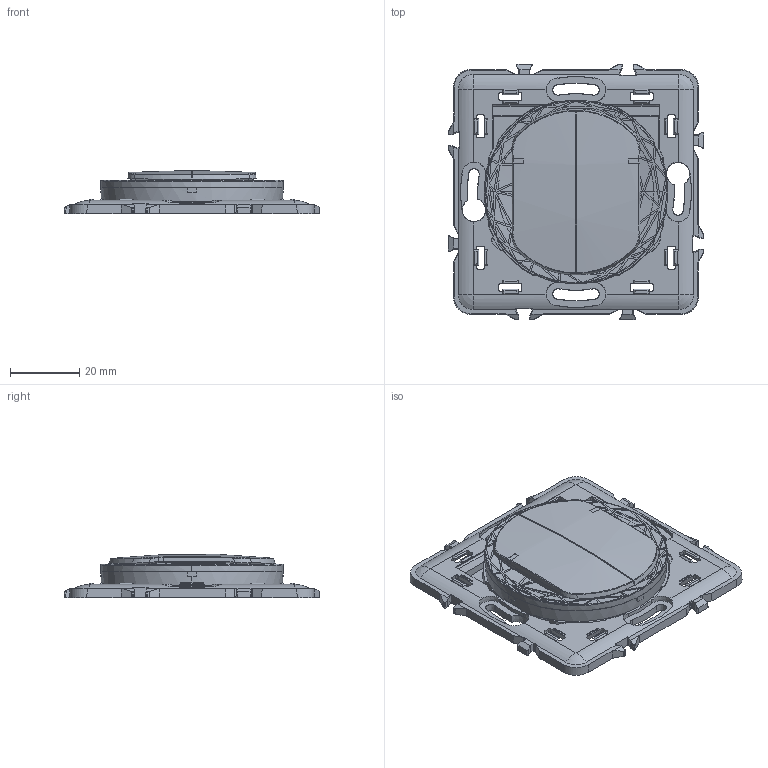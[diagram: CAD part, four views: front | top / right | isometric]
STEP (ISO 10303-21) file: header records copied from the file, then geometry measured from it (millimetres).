
FILE_DESCRIPTION(('CATIA V5 STEP Exchange','CAx-IF Rec.Pracs.--- Model Styling and Organization---1.5--- 2016-08-15','CAx-IF Rec.Pracs.---Supplemental Geometry---1.0---2011-11-01','CAx-IF Rec.Pracs.--- Composite Materials ---1.1---2010-07-15'),'2;1');
FILE_NAME('CB0414_AllCATPart.stp','2024-03-20T10:50:08+00:00',('none'),('none'),'CATIA Version 5-6 Release 2020 SP3','CATIA V5 STEP AP214 v2','none');
FILE_SCHEMA(('AUTOMOTIVE_DESIGN { 1 0 10303 214 1 1 1 1 }'));
Products named in the file (1): CB0414_AllCATPart
Bounding box: 74.1 x 74.1 x 12.48 mm (x, y, z)
Volume: 16782.5 mm3; surface area: 26604.7 mm2
Topology: 9 solids, 11 shells, 1931 faces, 5571 edges, 3641 vertices
Faces by surface type: plane 1086, cylinder 292, bspline 251, cone 176, sphere 39, torus 38, revolution 31, extrusion 18
Entity records: 88554 total; most frequent: CARTESIAN_POINT 45782, ORIENTED_EDGE 11072, EDGE_CURVE 5536, DIRECTION 5335, VERTEX_POINT 3641, B_SPLINE_CURVE_WITH_KNOTS 2933, VECTOR 2121, LINE 2103
